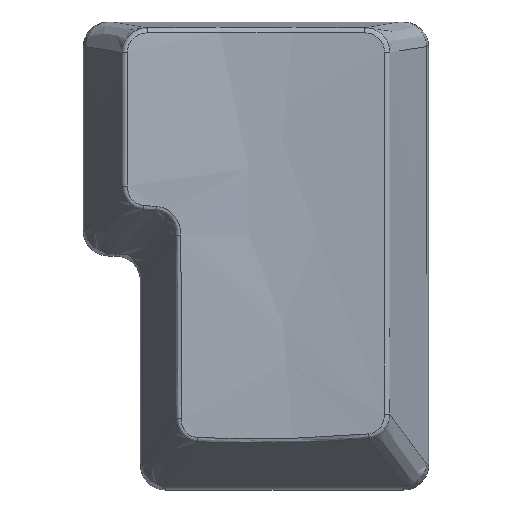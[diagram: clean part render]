
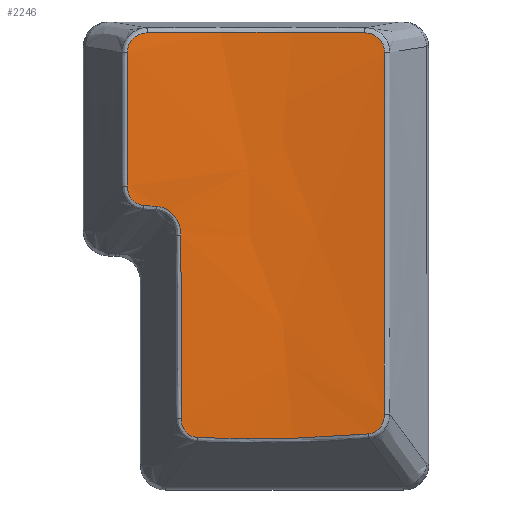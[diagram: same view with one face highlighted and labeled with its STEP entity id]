
A CAD part, top view. The second image highlights one B-rep face of the part: STEP entity #2246.
In plain terms, the highlighted free-form (B-spline) face has degree [1, 2] with [2, 3] control points.
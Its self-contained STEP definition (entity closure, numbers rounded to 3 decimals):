
#20=(
BOUNDED_SURFACE()
B_SPLINE_SURFACE(1,2,((#4188,#4189,#4190),(#4191,#4192,#4193)),
 .UNSPECIFIED.,.F.,.F.,.F.)
B_SPLINE_SURFACE_WITH_KNOTS((2,2),(3,3),(-0.101,0.39),
(-1.726,-1.415),.UNSPECIFIED.)
GEOMETRIC_REPRESENTATION_ITEM()
RATIONAL_B_SPLINE_SURFACE(((1.,0.988,1.),(1.,0.988,
1.)))
REPRESENTATION_ITEM('')
SURFACE()
);
#404=FACE_OUTER_BOUND('',#541,.T.);
#541=EDGE_LOOP('',(#1649,#1650,#1651,#1652,#1653,#1654,#1655,#1656,#1657,
#1658,#1659,#1660));
#679=B_SPLINE_CURVE_WITH_KNOTS('',3,(#3739,#3740,#3741,#3742,#3743),
 .UNSPECIFIED.,.F.,.F.,(4,1,4),(0.,0.142,0.249),
 .UNSPECIFIED.);
#680=B_SPLINE_CURVE_WITH_KNOTS('',3,(#3765,#3766,#3767,#3768),
 .UNSPECIFIED.,.F.,.F.,(4,4),(-2.877,0.),.UNSPECIFIED.);
#683=B_SPLINE_CURVE_WITH_KNOTS('',3,(#3807,#3808,#3809,#3810,#3811),
 .UNSPECIFIED.,.F.,.F.,(4,1,4),(0.,0.128,0.225),
 .UNSPECIFIED.);
#684=B_SPLINE_CURVE_WITH_KNOTS('',3,(#3830,#3831,#3832,#3833),
 .UNSPECIFIED.,.F.,.F.,(4,4),(0.,1.371),
 .UNSPECIFIED.);
#685=B_SPLINE_CURVE_WITH_KNOTS('',3,(#3861,#3862,#3863,#3864,#3865),
 .UNSPECIFIED.,.F.,.F.,(4,1,4),(0.,0.096,
0.224),.UNSPECIFIED.);
#686=B_SPLINE_CURVE_WITH_KNOTS('',3,(#3888,#3889,#3890,#3891),
 .UNSPECIFIED.,.F.,.F.,(4,4),(0.,1.458),
 .UNSPECIFIED.);
#687=B_SPLINE_CURVE_WITH_KNOTS('',3,(#3924,#3925,#3926,#3927,#3928,#3929),
 .UNSPECIFIED.,.F.,.F.,(4,1,1,4),(0.,0.143,
0.239,0.334),.UNSPECIFIED.);
#688=B_SPLINE_CURVE_WITH_KNOTS('',3,(#3952,#3953,#3954,#3955),
 .UNSPECIFIED.,.F.,.F.,(4,4),(0.,0.103),
 .UNSPECIFIED.);
#690=B_SPLINE_CURVE_WITH_KNOTS('',3,(#3989,#3990,#3991,#3992,#3993),
 .UNSPECIFIED.,.F.,.F.,(4,1,4),(0.,0.096,
0.223),.UNSPECIFIED.);
#691=B_SPLINE_CURVE_WITH_KNOTS('',3,(#4015,#4016,#4017,#4018),
 .UNSPECIFIED.,.F.,.F.,(4,4),(-1.063,0.),.UNSPECIFIED.);
#694=B_SPLINE_CURVE_WITH_KNOTS('',3,(#4058,#4059,#4060,#4061,#4062),
 .UNSPECIFIED.,.F.,.F.,(4,1,4),(0.,0.107,0.249),
 .UNSPECIFIED.);
#696=B_SPLINE_CURVE_WITH_KNOTS('',3,(#4087,#4088,#4089,#4090),
 .UNSPECIFIED.,.F.,.F.,(4,4),(0.,1.743),
 .UNSPECIFIED.);
#913=VERTEX_POINT('',#3728);
#916=VERTEX_POINT('',#3737);
#917=VERTEX_POINT('',#3764);
#919=VERTEX_POINT('',#3800);
#920=VERTEX_POINT('',#3828);
#921=VERTEX_POINT('',#3859);
#922=VERTEX_POINT('',#3886);
#923=VERTEX_POINT('',#3922);
#924=VERTEX_POINT('',#3950);
#925=VERTEX_POINT('',#3981);
#927=VERTEX_POINT('',#4014);
#929=VERTEX_POINT('',#4050);
#1174=EDGE_CURVE('',#916,#913,#679,.T.);
#1175=EDGE_CURVE('',#913,#917,#680,.T.);
#1180=EDGE_CURVE('',#917,#919,#683,.T.);
#1182=EDGE_CURVE('',#919,#920,#684,.T.);
#1184=EDGE_CURVE('',#920,#921,#685,.T.);
#1186=EDGE_CURVE('',#921,#922,#686,.T.);
#1188=EDGE_CURVE('',#922,#923,#687,.T.);
#1190=EDGE_CURVE('',#923,#924,#688,.T.);
#1193=EDGE_CURVE('',#924,#925,#690,.T.);
#1194=EDGE_CURVE('',#925,#927,#691,.T.);
#1199=EDGE_CURVE('',#927,#929,#694,.T.);
#1201=EDGE_CURVE('',#929,#916,#696,.T.);
#1649=ORIENTED_EDGE('',*,*,#1174,.F.);
#1650=ORIENTED_EDGE('',*,*,#1201,.F.);
#1651=ORIENTED_EDGE('',*,*,#1199,.F.);
#1652=ORIENTED_EDGE('',*,*,#1194,.F.);
#1653=ORIENTED_EDGE('',*,*,#1193,.F.);
#1654=ORIENTED_EDGE('',*,*,#1190,.F.);
#1655=ORIENTED_EDGE('',*,*,#1188,.F.);
#1656=ORIENTED_EDGE('',*,*,#1186,.F.);
#1657=ORIENTED_EDGE('',*,*,#1184,.F.);
#1658=ORIENTED_EDGE('',*,*,#1182,.F.);
#1659=ORIENTED_EDGE('',*,*,#1180,.F.);
#1660=ORIENTED_EDGE('',*,*,#1175,.F.);
#2246=ADVANCED_FACE('',(#404),#20,.T.);
#3728=CARTESIAN_POINT('',(7.957,16.185,6.102));
#3737=CARTESIAN_POINT('',(6.369,17.735,5.845));
#3739=CARTESIAN_POINT('Ctrl Pts',(6.369,17.735,5.845));
#3740=CARTESIAN_POINT('Ctrl Pts',(6.836,17.729,5.906));
#3741=CARTESIAN_POINT('Ctrl Pts',(7.653,17.368,6.031));
#3742=CARTESIAN_POINT('Ctrl Pts',(7.957,16.54,6.096));
#3743=CARTESIAN_POINT('Ctrl Pts',(7.957,16.185,6.102));
#3764=CARTESIAN_POINT('',(7.945,-12.585,6.649));
#3765=CARTESIAN_POINT('Ctrl Pts',(7.957,16.185,6.102));
#3766=CARTESIAN_POINT('Ctrl Pts',(7.952,6.595,6.284));
#3767=CARTESIAN_POINT('Ctrl Pts',(7.949,-2.995,6.467));
#3768=CARTESIAN_POINT('Ctrl Pts',(7.945,-12.585,6.649));
#3800=CARTESIAN_POINT('',(6.672,-14.16,6.493));
#3807=CARTESIAN_POINT('Ctrl Pts',(7.945,-12.585,6.649));
#3808=CARTESIAN_POINT('Ctrl Pts',(7.945,-13.012,6.657));
#3809=CARTESIAN_POINT('Ctrl Pts',(7.697,-13.782,6.632));
#3810=CARTESIAN_POINT('Ctrl Pts',(6.987,-14.132,6.536));
#3811=CARTESIAN_POINT('Ctrl Pts',(6.672,-14.16,6.493));
#3828=CARTESIAN_POINT('',(-6.91,-14.446,6.056));
#3830=CARTESIAN_POINT('Ctrl Pts',(6.672,-14.16,6.493));
#3831=CARTESIAN_POINT('Ctrl Pts',(2.188,-14.554,5.891));
#3832=CARTESIAN_POINT('Ctrl Pts',(-2.384,-14.651,5.743));
#3833=CARTESIAN_POINT('Ctrl Pts',(-6.91,-14.446,6.056));
#3859=CARTESIAN_POINT('',(-8.221,-12.924,6.132));
#3861=CARTESIAN_POINT('Ctrl Pts',(-6.91,-14.446,6.056));
#3862=CARTESIAN_POINT('Ctrl Pts',(-7.227,-14.431,6.078));
#3863=CARTESIAN_POINT('Ctrl Pts',(-7.96,-14.12,6.13));
#3864=CARTESIAN_POINT('Ctrl Pts',(-8.221,-13.35,6.14));
#3865=CARTESIAN_POINT('Ctrl Pts',(-8.221,-12.924,6.132));
#3886=CARTESIAN_POINT('',(-8.237,1.649,5.855));
#3888=CARTESIAN_POINT('Ctrl Pts',(-8.221,-12.924,6.132));
#3889=CARTESIAN_POINT('Ctrl Pts',(-8.226,-8.066,6.04));
#3890=CARTESIAN_POINT('Ctrl Pts',(-8.231,-3.208,5.948));
#3891=CARTESIAN_POINT('Ctrl Pts',(-8.237,1.649,5.855));
#3922=CARTESIAN_POINT('',(-10.197,3.928,6.018));
#3924=CARTESIAN_POINT('Ctrl Pts',(-8.237,1.649,5.855));
#3925=CARTESIAN_POINT('Ctrl Pts',(-8.237,2.126,5.846));
#3926=CARTESIAN_POINT('Ctrl Pts',(-8.442,2.932,5.849));
#3927=CARTESIAN_POINT('Ctrl Pts',(-9.265,3.723,5.915));
#3928=CARTESIAN_POINT('Ctrl Pts',(-9.884,3.905,5.981));
#3929=CARTESIAN_POINT('Ctrl Pts',(-10.197,3.928,6.018));
#3950=CARTESIAN_POINT('',(-11.21,4.007,6.147));
#3952=CARTESIAN_POINT('Ctrl Pts',(-10.197,3.928,6.018));
#3953=CARTESIAN_POINT('Ctrl Pts',(-10.536,3.953,6.059));
#3954=CARTESIAN_POINT('Ctrl Pts',(-10.873,3.979,6.101));
#3955=CARTESIAN_POINT('Ctrl Pts',(-11.21,4.007,6.147));
#3981=CARTESIAN_POINT('',(-12.491,5.554,6.304));
#3989=CARTESIAN_POINT('Ctrl Pts',(-11.21,4.007,6.147));
#3990=CARTESIAN_POINT('Ctrl Pts',(-11.523,4.033,6.189));
#3991=CARTESIAN_POINT('Ctrl Pts',(-12.234,4.366,6.286));
#3992=CARTESIAN_POINT('Ctrl Pts',(-12.491,5.129,6.312));
#3993=CARTESIAN_POINT('Ctrl Pts',(-12.491,5.554,6.304));
#4014=CARTESIAN_POINT('',(-12.496,16.184,6.102));
#4015=CARTESIAN_POINT('Ctrl Pts',(-12.491,5.554,6.304));
#4016=CARTESIAN_POINT('Ctrl Pts',(-12.493,9.097,6.237));
#4017=CARTESIAN_POINT('Ctrl Pts',(-12.495,12.641,6.17));
#4018=CARTESIAN_POINT('Ctrl Pts',(-12.496,16.184,6.102));
#4050=CARTESIAN_POINT('',(-10.909,17.735,5.845));
#4058=CARTESIAN_POINT('Ctrl Pts',(-12.496,16.184,6.102));
#4059=CARTESIAN_POINT('Ctrl Pts',(-12.497,16.54,6.096));
#4060=CARTESIAN_POINT('Ctrl Pts',(-12.193,17.368,6.031));
#4061=CARTESIAN_POINT('Ctrl Pts',(-11.376,17.729,5.906));
#4062=CARTESIAN_POINT('Ctrl Pts',(-10.909,17.735,5.845));
#4087=CARTESIAN_POINT('Ctrl Pts',(-10.909,17.735,5.845));
#4088=CARTESIAN_POINT('Ctrl Pts',(-5.183,17.801,5.092));
#4089=CARTESIAN_POINT('Ctrl Pts',(0.643,17.801,5.092));
#4090=CARTESIAN_POINT('Ctrl Pts',(6.369,17.735,5.845));
#4188=CARTESIAN_POINT('Ctrl Pts',(-12.497,17.82,6.071));
#4189=CARTESIAN_POINT('Ctrl Pts',(-2.27,17.79,4.477));
#4190=CARTESIAN_POINT('Ctrl Pts',(7.957,17.82,6.071));
#4191=CARTESIAN_POINT('Ctrl Pts',(-12.497,-14.553,6.688));
#4192=CARTESIAN_POINT('Ctrl Pts',(-2.27,-14.583,5.094));
#4193=CARTESIAN_POINT('Ctrl Pts',(7.957,-14.553,6.688));
